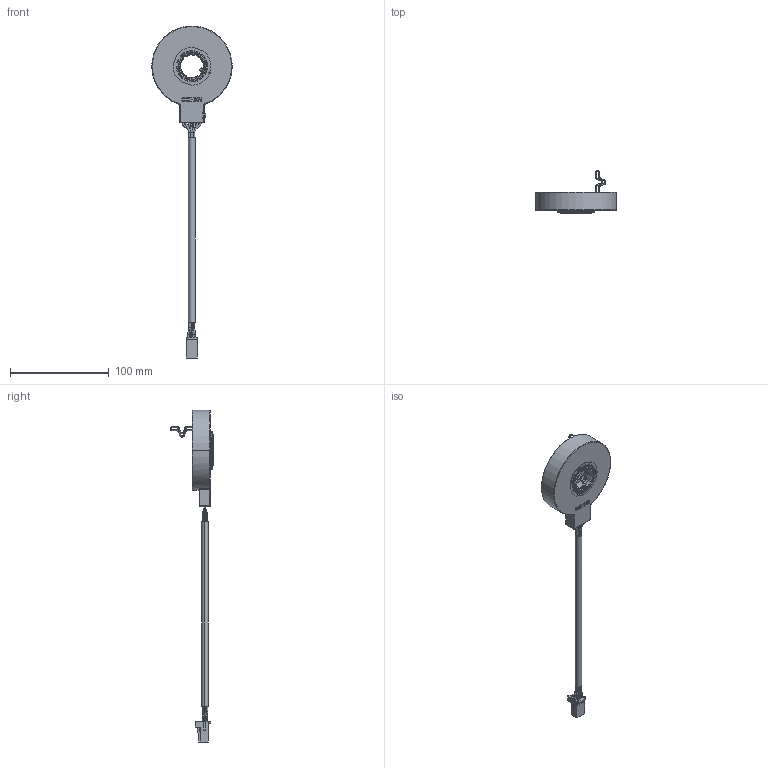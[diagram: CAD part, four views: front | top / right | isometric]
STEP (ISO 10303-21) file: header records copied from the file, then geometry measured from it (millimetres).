
FILE_DESCRIPTION((''),'2;1');
FILE_NAME('SX-4404A_SW0001','2017-03-13T09:51:11',('bmozley'),(''),'CREO PARAMETRIC BY PTC INC, 2016390','CREO PARAMETRIC BY PTC INC, 2016390','');
FILE_SCHEMA(('CONFIG_CONTROL_DESIGN'));
Length unit declared in the file: inch
Products named in the file (1): SX-4404A_SW0001
Bounding box: 81.28 x 43.88 x 335.53 mm (x, y, z)
Volume: 95473.6 mm3; surface area: 30807.4 mm2
Topology: 3 solids, 3 shells, 1941 faces, 5170 edges, 3269 vertices
Faces by surface type: plane 983, cylinder 642, torus 134, cone 78, sphere 72, bspline 30, extrusion 2
Entity records: 66763 total; most frequent: CARTESIAN_POINT 18051, ORIENTED_EDGE 10340, DIRECTION 10121, EDGE_CURVE 5170, AXIS2_PLACEMENT_3D 3555, VERTEX_POINT 3269, VECTOR 3011, LINE 3009
